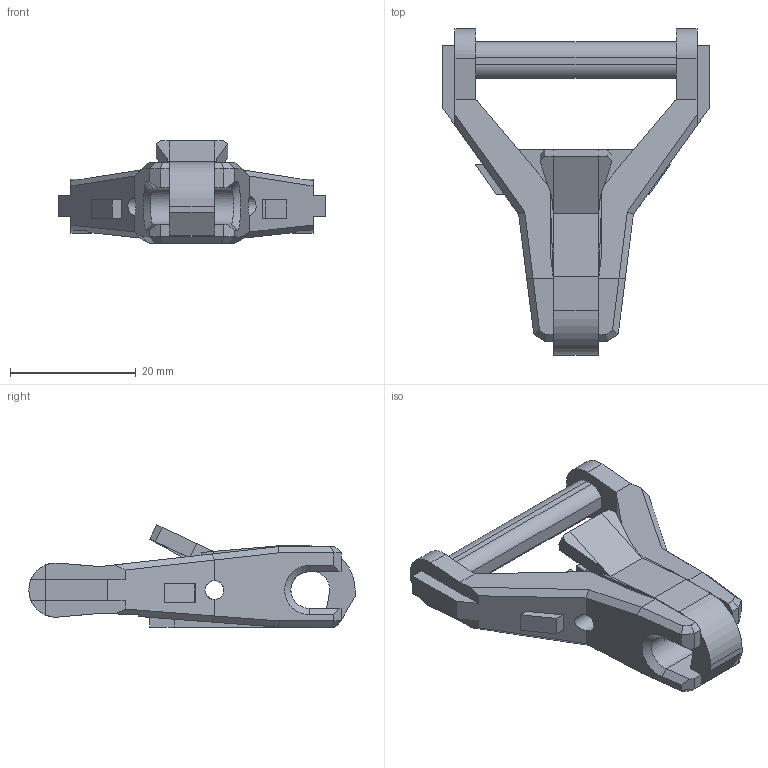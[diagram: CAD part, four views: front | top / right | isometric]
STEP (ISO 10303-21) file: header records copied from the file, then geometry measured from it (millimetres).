
FILE_DESCRIPTION(('FreeCAD Model'),'2;1');
FILE_NAME('Open CASCADE Shape Model','2024-05-16T14:50:25',(''),(''), 'Open CASCADE STEP processor 7.6','FreeCAD','Unknown');
FILE_SCHEMA(('AUTOMOTIVE_DESIGN { 1 0 10303 214 1 1 1 1 }'));
Length unit declared in the file: millimetre
Products named in the file (4): Unnamed1; base; lock; hook
Assembly tree (3 placements, depth 2):
  Unnamed1
    base
    lock
    hook
Bounding box: 42.5 x 51.8 x 16.25 mm (x, y, z)
Volume: 7710.9 mm3; surface area: 6036.8 mm2
Topology: 3 solids, 3 shells, 238 faces, 619 edges, 379 vertices
Faces by surface type: plane 213, cylinder 23, bspline 2
Full cylindrical faces by diameter (mm): 3 x4
Entity records: 7407 total; most frequent: CARTESIAN_POINT 1468, ORIENTED_EDGE 1238, DIRECTION 1173, EDGE_CURVE 619, LINE 533, VECTOR 533, VERTEX_POINT 379, AXIS2_PLACEMENT_3D 320
